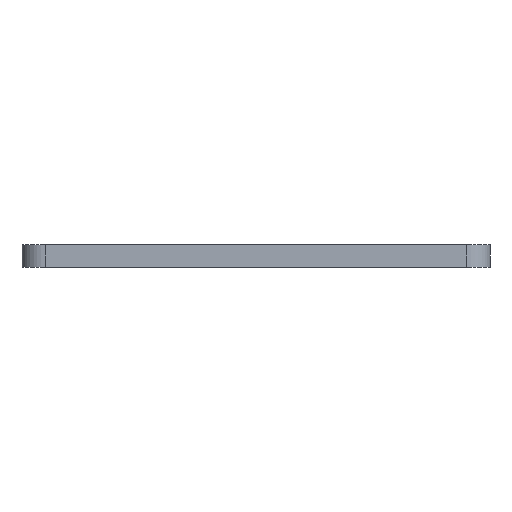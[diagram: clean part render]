
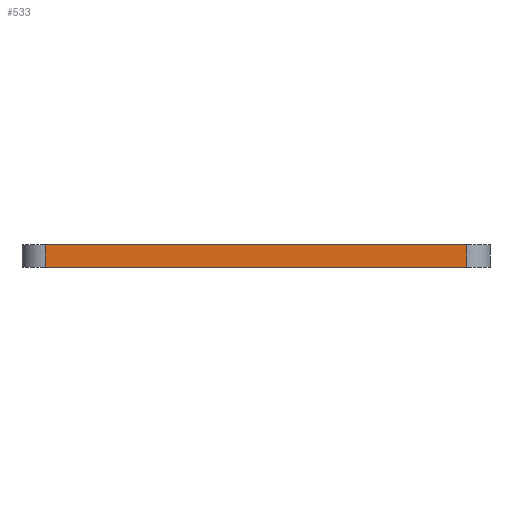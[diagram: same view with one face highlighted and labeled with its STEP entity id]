
A CAD part, front view. The second image highlights one B-rep face of the part: STEP entity #533.
In plain terms, the highlighted planar face has unit normal (0, -1, 0).
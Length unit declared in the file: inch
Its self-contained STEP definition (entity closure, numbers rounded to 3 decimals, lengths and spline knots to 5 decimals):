
#1 = DIRECTION ( 'NONE',  ( 0., 0., 1. ) ) ;
#2 = LINE ( 'NONE', #2215, #1433 ) ;
#24 = EDGE_LOOP ( 'NONE', ( #1110, #1310, #661, #2121 ) ) ;
#279 = FACE_OUTER_BOUND ( 'NONE', #24, .T. ) ;
#315 = DIRECTION ( 'NONE',  ( 1., 0., 0. ) ) ;
#433 = EDGE_CURVE ( 'NONE', #1958, #2793, #1590, .T. ) ;
#533 = ADVANCED_FACE ( 'NONE', ( #279 ), #1998, .F. ) ;
#565 = LINE ( 'NONE', #2800, #1663 ) ;
#603 = CARTESIAN_POINT ( 'NONE',  ( -1.125, -2.25, 0.05906 ) ) ;
#661 = ORIENTED_EDGE ( 'NONE', *, *, #2386, .F. ) ;
#783 = DIRECTION ( 'NONE',  ( 1., 0., 0. ) ) ;
#918 = DIRECTION ( 'NONE',  ( 0., 0., 1. ) ) ;
#1017 = EDGE_CURVE ( 'NONE', #2793, #2785, #2357, .T. ) ;
#1049 = AXIS2_PLACEMENT_3D ( 'NONE', #2024, #2458, #1 ) ;
#1110 = ORIENTED_EDGE ( 'NONE', *, *, #1017, .T. ) ;
#1310 = ORIENTED_EDGE ( 'NONE', *, *, #2020, .T. ) ;
#1341 = DIRECTION ( 'NONE',  ( 0., 0., -1. ) ) ;
#1433 = VECTOR ( 'NONE', #918, 39.37008 ) ;
#1590 = LINE ( 'NONE', #1820, #2079 ) ;
#1663 = VECTOR ( 'NONE', #783, 39.37008 ) ;
#1710 = CARTESIAN_POINT ( 'NONE',  ( -1.25, -2.25, -0.05906 ) ) ;
#1820 = CARTESIAN_POINT ( 'NONE',  ( -1.125, -2.25, 0.05906 ) ) ;
#1958 = VERTEX_POINT ( 'NONE', #603 ) ;
#1998 = PLANE ( 'NONE',  #1049 ) ;
#2020 = EDGE_CURVE ( 'NONE', #2785, #2514, #2, .T. ) ;
#2024 = CARTESIAN_POINT ( 'NONE',  ( -1.25, -2.25, 0.05906 ) ) ;
#2079 = VECTOR ( 'NONE', #1341, 39.37008 ) ;
#2121 = ORIENTED_EDGE ( 'NONE', *, *, #433, .T. ) ;
#2213 = VECTOR ( 'NONE', #315, 39.37008 ) ;
#2215 = CARTESIAN_POINT ( 'NONE',  ( 1.125, -2.25, 0.05906 ) ) ;
#2357 = LINE ( 'NONE', #1710, #2213 ) ;
#2386 = EDGE_CURVE ( 'NONE', #1958, #2514, #565, .T. ) ;
#2458 = DIRECTION ( 'NONE',  ( 0., 1., 0. ) ) ;
#2514 = VERTEX_POINT ( 'NONE', #2858 ) ;
#2621 = CARTESIAN_POINT ( 'NONE',  ( -1.125, -2.25, -0.05906 ) ) ;
#2785 = VERTEX_POINT ( 'NONE', #2854 ) ;
#2793 = VERTEX_POINT ( 'NONE', #2621 ) ;
#2800 = CARTESIAN_POINT ( 'NONE',  ( -1.25, -2.25, 0.05906 ) ) ;
#2854 = CARTESIAN_POINT ( 'NONE',  ( 1.125, -2.25, -0.05906 ) ) ;
#2858 = CARTESIAN_POINT ( 'NONE',  ( 1.125, -2.25, 0.05906 ) ) ;
